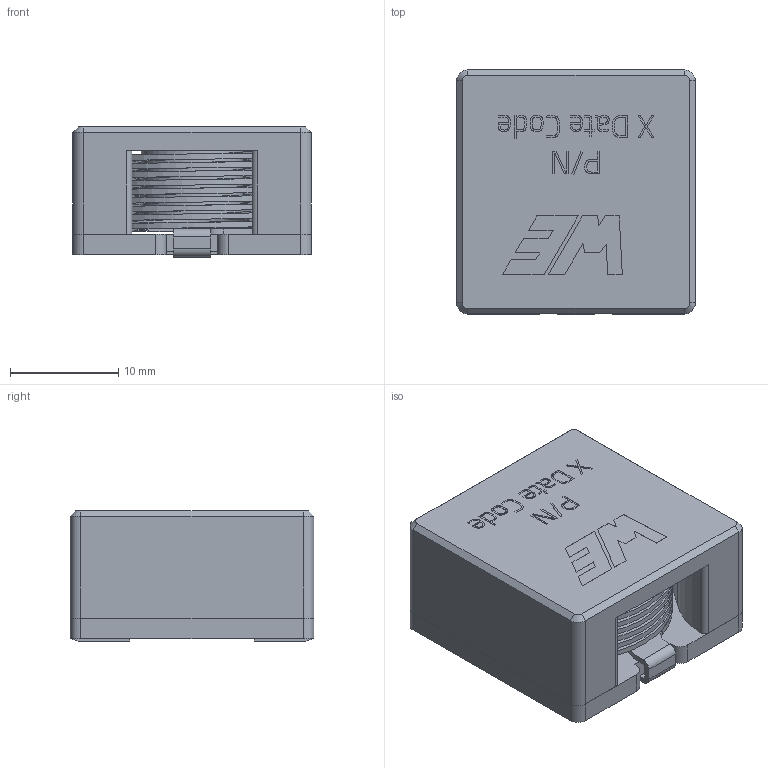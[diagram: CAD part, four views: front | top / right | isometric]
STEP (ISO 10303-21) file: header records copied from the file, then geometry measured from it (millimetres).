
FILE_DESCRIPTION(/* description */ ('Unknown'),/* implementation_level */ '2;1');
FILE_NAME(/* name */ '7443558xxxx',/* time_stamp */ '2024-05-14T08:25:44+02:00',/* author */ ('Unknown'),/* organization */ ('Unknown'),/* preprocessor_version */ 'ST-DEVELOPER v16.7',/* originating_system */ 'Solid Edge',/* authorisation */ 'Unknown');
FILE_SCHEMA (('AUTOMOTIVE_DESIGN {1 0 10303 214 3 1 1}'));
Length unit declared in the file: millimetre
Products named in the file (4): 7443558xxxx; ferrite_housing; bottom; turns
Assembly tree (3 placements, depth 2):
  7443558xxxx
    ferrite_housing
    bottom
    turns
Bounding box: 22 x 22.5 x 12 mm (x, y, z)
Volume: 4391 mm3; surface area: 6981.8 mm2
Topology: 3 solids, 3 shells, 230 faces, 599 edges, 397 vertices
Faces by surface type: plane 157, cylinder 37, bspline 32, cone 4
Full cylindrical faces by diameter (mm): 9.4 x1
Entity records: 10136 total; most frequent: CARTESIAN_POINT 3607, ORIENTED_EDGE 1190, DIRECTION 893, EDGE_CURVE 595, VERTEX_POINT 396, LINE 325, VECTOR 325, AXIS2_PLACEMENT_3D 284
